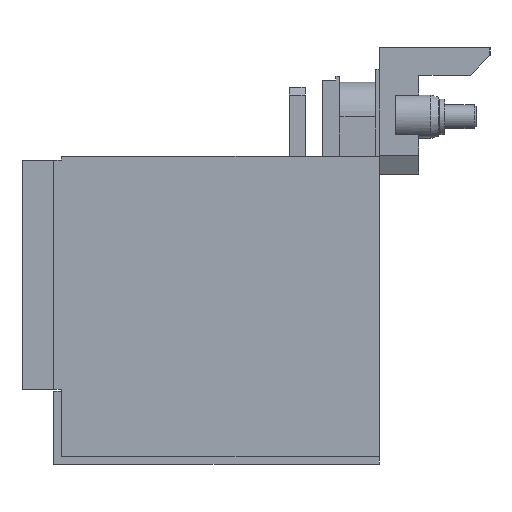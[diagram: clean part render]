
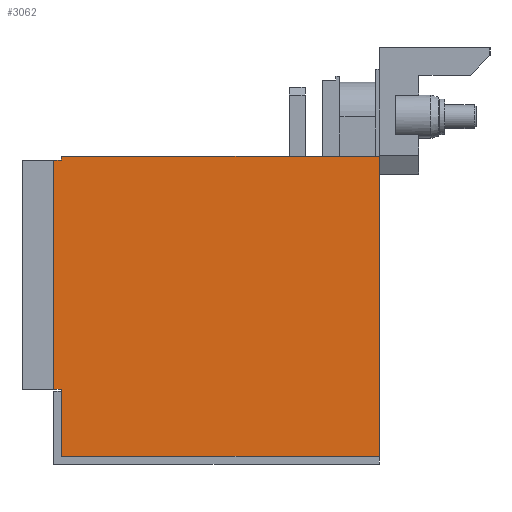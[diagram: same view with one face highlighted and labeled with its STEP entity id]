
A CAD part, left-side view. The second image highlights one B-rep face of the part: STEP entity #3062.
In plain terms, the highlighted planar face has unit normal (-1, 0, 0).
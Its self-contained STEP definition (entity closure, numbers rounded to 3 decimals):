
#3017=AXIS2_PLACEMENT_3D('Plane Axis2P3D',#3014,#3015,#3016) ;
#1712=CARTESIAN_POINT('Vertex',(-52.5,50.,-156.)) ;
#1715=CARTESIAN_POINT('Line Origine',(-52.5,90.25,-156.)) ;
#1719=CARTESIAN_POINT('Vertex',(-52.5,130.5,-156.)) ;
#2402=CARTESIAN_POINT('Vertex',(-52.5,130.5,-80.)) ;
#2405=CARTESIAN_POINT('Line Origine',(-52.5,90.25,-80.)) ;
#2409=CARTESIAN_POINT('Vertex',(-52.5,50.,-80.)) ;
#2988=CARTESIAN_POINT('Line Origine',(-52.5,50.,-118.)) ;
#3014=CARTESIAN_POINT('Axis2P3D Location',(-52.5,0.,0.)) ;
#3019=CARTESIAN_POINT('Line Origine',(-52.5,132.5,-110.)) ;
#3023=CARTESIAN_POINT('Vertex',(-52.5,132.5,-81.)) ;
#3025=CARTESIAN_POINT('Vertex',(-52.5,132.5,-139.)) ;
#3028=CARTESIAN_POINT('Line Origine',(-52.5,131.5,-139.)) ;
#3032=CARTESIAN_POINT('Vertex',(-52.5,130.5,-139.)) ;
#3035=CARTESIAN_POINT('Line Origine',(-52.5,130.5,-147.5)) ;
#3040=CARTESIAN_POINT('Line Origine',(-52.5,130.5,-80.5)) ;
#3044=CARTESIAN_POINT('Vertex',(-52.5,130.5,-81.)) ;
#3047=CARTESIAN_POINT('Line Origine',(-52.5,131.5,-81.)) ;
#1716=DIRECTION('Vector Direction',(0.,1.,0.)) ;
#2406=DIRECTION('Vector Direction',(0.,1.,0.)) ;
#2989=DIRECTION('Vector Direction',(0.,0.,1.)) ;
#3015=DIRECTION('Axis2P3D Direction',(1.,0.,0.)) ;
#3016=DIRECTION('Axis2P3D XDirection',(0.,1.,0.)) ;
#3020=DIRECTION('Vector Direction',(0.,0.,-1.)) ;
#3029=DIRECTION('Vector Direction',(0.,-1.,0.)) ;
#3036=DIRECTION('Vector Direction',(0.,0.,1.)) ;
#3041=DIRECTION('Vector Direction',(0.,0.,1.)) ;
#3048=DIRECTION('Vector Direction',(0.,1.,0.)) ;
#1717=VECTOR('Line Direction',#1716,1.) ;
#2407=VECTOR('Line Direction',#2406,1.) ;
#2990=VECTOR('Line Direction',#2989,1.) ;
#3021=VECTOR('Line Direction',#3020,1.) ;
#3030=VECTOR('Line Direction',#3029,1.) ;
#3037=VECTOR('Line Direction',#3036,1.) ;
#3042=VECTOR('Line Direction',#3041,1.) ;
#3049=VECTOR('Line Direction',#3048,1.) ;
#3053=ORIENTED_EDGE('',*,*,#3027,.T.) ;
#3054=ORIENTED_EDGE('',*,*,#3034,.F.) ;
#3055=ORIENTED_EDGE('',*,*,#3039,.F.) ;
#3056=ORIENTED_EDGE('',*,*,#1721,.F.) ;
#3057=ORIENTED_EDGE('',*,*,#2992,.F.) ;
#3058=ORIENTED_EDGE('',*,*,#2411,.F.) ;
#3059=ORIENTED_EDGE('',*,*,#3046,.F.) ;
#3060=ORIENTED_EDGE('',*,*,#3051,.F.) ;
#3062=ADVANCED_FACE('Differenziale',(#3061),#3018,.F.) ;
#1721=EDGE_CURVE('',#1713,#1720,#1718,.T.) ;
#2411=EDGE_CURVE('',#2403,#2410,#2408,.F.) ;
#2992=EDGE_CURVE('',#2410,#1713,#2991,.F.) ;
#3027=EDGE_CURVE('',#3024,#3026,#3022,.T.) ;
#3034=EDGE_CURVE('',#3033,#3026,#3031,.F.) ;
#3039=EDGE_CURVE('',#1720,#3033,#3038,.T.) ;
#3046=EDGE_CURVE('',#3045,#2403,#3043,.T.) ;
#3051=EDGE_CURVE('',#3024,#3045,#3050,.F.) ;
#3052=EDGE_LOOP('',(#3053,#3054,#3055,#3056,#3057,#3058,#3059,#3060)) ;
#3061=FACE_OUTER_BOUND('',#3052,.T.) ;
#1718=LINE('Line',#1715,#1717) ;
#2408=LINE('Line',#2405,#2407) ;
#2991=LINE('Line',#2988,#2990) ;
#3022=LINE('Line',#3019,#3021) ;
#3031=LINE('Line',#3028,#3030) ;
#3038=LINE('Line',#3035,#3037) ;
#3043=LINE('Line',#3040,#3042) ;
#3050=LINE('Line',#3047,#3049) ;
#3018=PLANE('',#3017) ;
#1713=VERTEX_POINT('',#1712) ;
#1720=VERTEX_POINT('',#1719) ;
#2403=VERTEX_POINT('',#2402) ;
#2410=VERTEX_POINT('',#2409) ;
#3024=VERTEX_POINT('',#3023) ;
#3026=VERTEX_POINT('',#3025) ;
#3033=VERTEX_POINT('',#3032) ;
#3045=VERTEX_POINT('',#3044) ;
